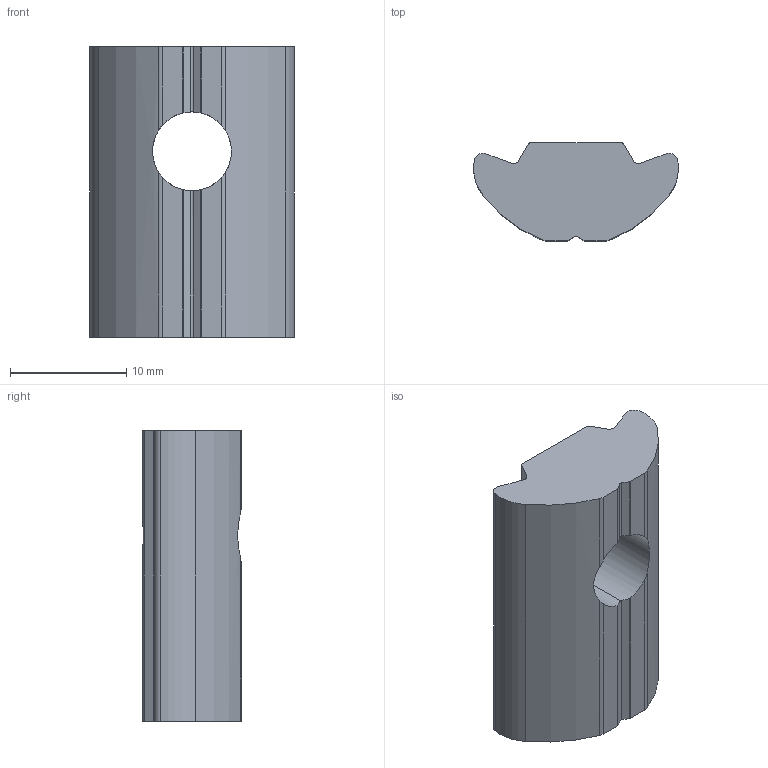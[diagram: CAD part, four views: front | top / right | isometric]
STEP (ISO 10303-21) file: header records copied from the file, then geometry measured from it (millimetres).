
FILE_DESCRIPTION (( 'STEP AP214' ), '1' );
FILE_NAME ('M8 25mm 1-Hole Std Offset Nut(40HSN-3507-001-00).step', '2023-08-31T17:18:27', ( '' ), ( '' ), 'SwSTEP 2.0', 'SolidWorks 2020', '' );
FILE_SCHEMA (( 'AUTOMOTIVE_DESIGN' ));
Length unit declared in the file: millimetre
Products named in the file (1): M8 25mm 1-Hole Std Offset Nut(40HSN-3507-001-00)
Bounding box: 17.65 x 8.45 x 25 mm (x, y, z)
Volume: 2507.4 mm3; surface area: 1464.9 mm2
Topology: 1 solids, 1 shells, 41 faces, 121 edges, 80 vertices
Faces by surface type: cylinder 23, plane 16, cone 2
Entity records: 1467 total; most frequent: CARTESIAN_POINT 335, ORIENTED_EDGE 242, DIRECTION 227, EDGE_CURVE 121, AXIS2_PLACEMENT_3D 84, VERTEX_POINT 80, LINE 59, VECTOR 59
